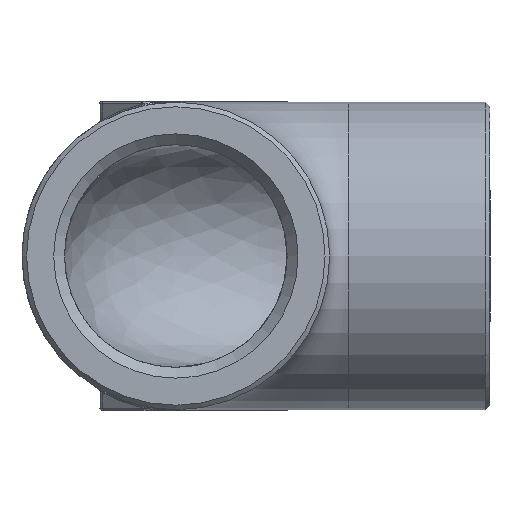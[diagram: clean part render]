
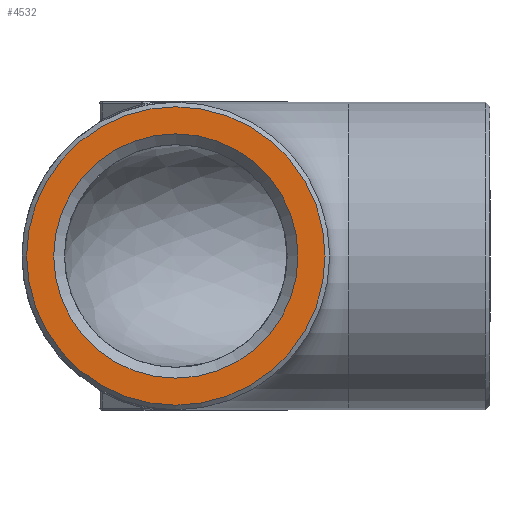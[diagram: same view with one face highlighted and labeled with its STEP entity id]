
A CAD part, front view. The second image highlights one B-rep face of the part: STEP entity #4532.
In plain terms, the highlighted planar face has unit normal (0, -1, 0).
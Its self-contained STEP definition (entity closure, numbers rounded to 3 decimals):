
#1950 = CARTESIAN_POINT ( 'NONE',  ( 0., 0., -13.22 ) ) ;
#2553 = CIRCLE ( 'NONE', #6956, 13.22 ) ;
#3010 = EDGE_LOOP ( 'NONE', ( #7336 ) ) ;
#3631 = EDGE_CURVE ( 'NONE', #8384, #8384, #2553, .T. ) ;
#3852 = DIRECTION ( 'NONE',  ( 0., 0., 1. ) ) ;
#4532 = ADVANCED_FACE ( 'NONE', ( #10615, #5882 ), #12097, .F. ) ;
#5770 = DIRECTION ( 'NONE',  ( 0., 1., 0. ) ) ;
#5882 = FACE_BOUND ( 'NONE', #19909, .T. ) ;
#6622 = EDGE_CURVE ( 'NONE', #10090, #10090, #12721, .T. ) ;
#6956 = AXIS2_PLACEMENT_3D ( 'NONE', #18692, #9122, #17200 ) ;
#7336 = ORIENTED_EDGE ( 'NONE', *, *, #6622, .T. ) ;
#8364 = CARTESIAN_POINT ( 'NONE',  ( 0., 0., 0. ) ) ;
#8384 = VERTEX_POINT ( 'NONE', #1950 ) ;
#8579 = AXIS2_PLACEMENT_3D ( 'NONE', #8364, #10271, #3852 ) ;
#9122 = DIRECTION ( 'NONE',  ( 0., -1., 0. ) ) ;
#9977 = CARTESIAN_POINT ( 'NONE',  ( 0., 0., 16.15 ) ) ;
#10090 = VERTEX_POINT ( 'NONE', #9977 ) ;
#10271 = DIRECTION ( 'NONE',  ( 0., -1., 0. ) ) ;
#10615 = FACE_OUTER_BOUND ( 'NONE', #3010, .T. ) ;
#10730 = CARTESIAN_POINT ( 'NONE',  ( 0., 0., 0. ) ) ;
#10973 = AXIS2_PLACEMENT_3D ( 'NONE', #10730, #5770, #12308 ) ;
#12097 = PLANE ( 'NONE',  #10973 ) ;
#12308 = DIRECTION ( 'NONE',  ( 0., 0., 1. ) ) ;
#12721 = CIRCLE ( 'NONE', #8579, 16.15 ) ;
#13526 = ORIENTED_EDGE ( 'NONE', *, *, #3631, .F. ) ;
#17200 = DIRECTION ( 'NONE',  ( 0., 0., -1. ) ) ;
#18692 = CARTESIAN_POINT ( 'NONE',  ( 0., 0., 0. ) ) ;
#19909 = EDGE_LOOP ( 'NONE', ( #13526 ) ) ;
